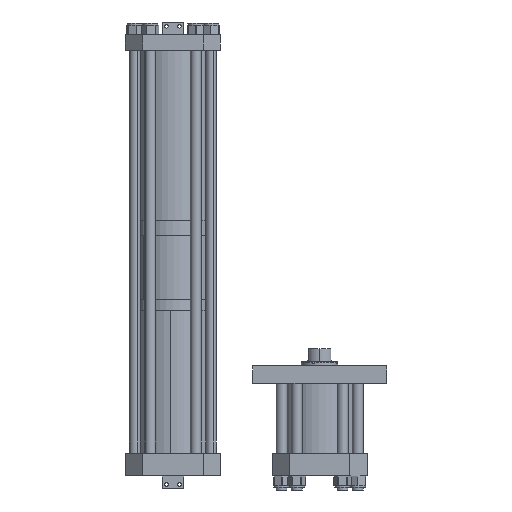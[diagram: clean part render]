
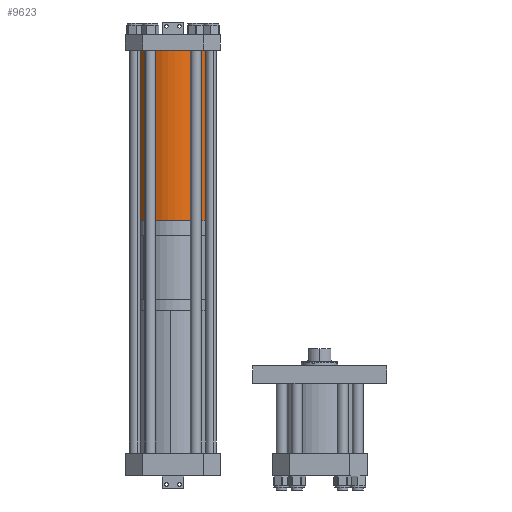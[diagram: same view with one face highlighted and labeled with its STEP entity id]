
A CAD part, front view. The second image highlights one B-rep face of the part: STEP entity #9623.
In plain terms, the highlighted cylindrical face has radius 114.3 mm (diameter 228.6 mm), a partial arc.
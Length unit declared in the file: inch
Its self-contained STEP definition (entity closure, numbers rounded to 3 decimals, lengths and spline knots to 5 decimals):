
#188 = ORIENTED_EDGE ( 'NONE', *, *, #9952, .F. ) ;
#245 = CARTESIAN_POINT ( 'NONE',  ( 4.5, 0., 19.719 ) ) ;
#1404 = DIRECTION ( 'NONE',  ( 0., 0., 1. ) ) ;
#1936 = EDGE_CURVE ( 'NONE', #15377, #6709, #11072, .T. ) ;
#1994 = LINE ( 'NONE', #7520, #9635 ) ;
#2239 = ORIENTED_EDGE ( 'NONE', *, *, #12624, .T. ) ;
#2625 = FACE_OUTER_BOUND ( 'NONE', #12520, .T. ) ;
#3495 = AXIS2_PLACEMENT_3D ( 'NONE', #16548, #12278, #8176 ) ;
#4112 = DIRECTION ( 'NONE',  ( 1., 0., 0. ) ) ;
#4658 = AXIS2_PLACEMENT_3D ( 'NONE', #13151, #10243, #13238 ) ;
#6436 = CIRCLE ( 'NONE', #9097, 4.5 ) ;
#6709 = VERTEX_POINT ( 'NONE', #16952 ) ;
#7410 = CARTESIAN_POINT ( 'NONE',  ( -4.5, 0., 0. ) ) ;
#7520 = CARTESIAN_POINT ( 'NONE',  ( -4.5, 0., 19.719 ) ) ;
#8176 = DIRECTION ( 'NONE',  ( -1., 0., 0. ) ) ;
#9097 = AXIS2_PLACEMENT_3D ( 'NONE', #16411, #1404, #4112 ) ;
#9623 = ADVANCED_FACE ( 'NONE', ( #2625 ), #10912, .T. ) ;
#9635 = VECTOR ( 'NONE', #14542, 39.37008 ) ;
#9952 = EDGE_CURVE ( 'NONE', #14573, #10484, #1994, .T. ) ;
#10243 = DIRECTION ( 'NONE',  ( 0., 0., 1. ) ) ;
#10484 = VERTEX_POINT ( 'NONE', #7410 ) ;
#10912 = CYLINDRICAL_SURFACE ( 'NONE', #3495, 4.5 ) ;
#11072 = LINE ( 'NONE', #245, #16689 ) ;
#11752 = ORIENTED_EDGE ( 'NONE', *, *, #14293, .F. ) ;
#12278 = DIRECTION ( 'NONE',  ( 0., 0., -1. ) ) ;
#12517 = CARTESIAN_POINT ( 'NONE',  ( 4.5, 0., 19.719 ) ) ;
#12520 = EDGE_LOOP ( 'NONE', ( #11752, #17560, #2239, #188 ) ) ;
#12624 = EDGE_CURVE ( 'NONE', #6709, #10484, #16577, .T. ) ;
#13151 = CARTESIAN_POINT ( 'NONE',  ( 0., 0., 0. ) ) ;
#13238 = DIRECTION ( 'NONE',  ( 1., 0., 0. ) ) ;
#14049 = CARTESIAN_POINT ( 'NONE',  ( -4.5, 0., 19.719 ) ) ;
#14293 = EDGE_CURVE ( 'NONE', #15377, #14573, #6436, .T. ) ;
#14542 = DIRECTION ( 'NONE',  ( 0., 0., -1. ) ) ;
#14573 = VERTEX_POINT ( 'NONE', #14049 ) ;
#15377 = VERTEX_POINT ( 'NONE', #12517 ) ;
#15535 = DIRECTION ( 'NONE',  ( 0., 0., -1. ) ) ;
#16411 = CARTESIAN_POINT ( 'NONE',  ( 0., 0., 19.719 ) ) ;
#16548 = CARTESIAN_POINT ( 'NONE',  ( 0., 0., 19.719 ) ) ;
#16577 = CIRCLE ( 'NONE', #4658, 4.5 ) ;
#16689 = VECTOR ( 'NONE', #15535, 39.37008 ) ;
#16952 = CARTESIAN_POINT ( 'NONE',  ( 4.5, 0., 0. ) ) ;
#17560 = ORIENTED_EDGE ( 'NONE', *, *, #1936, .T. ) ;
